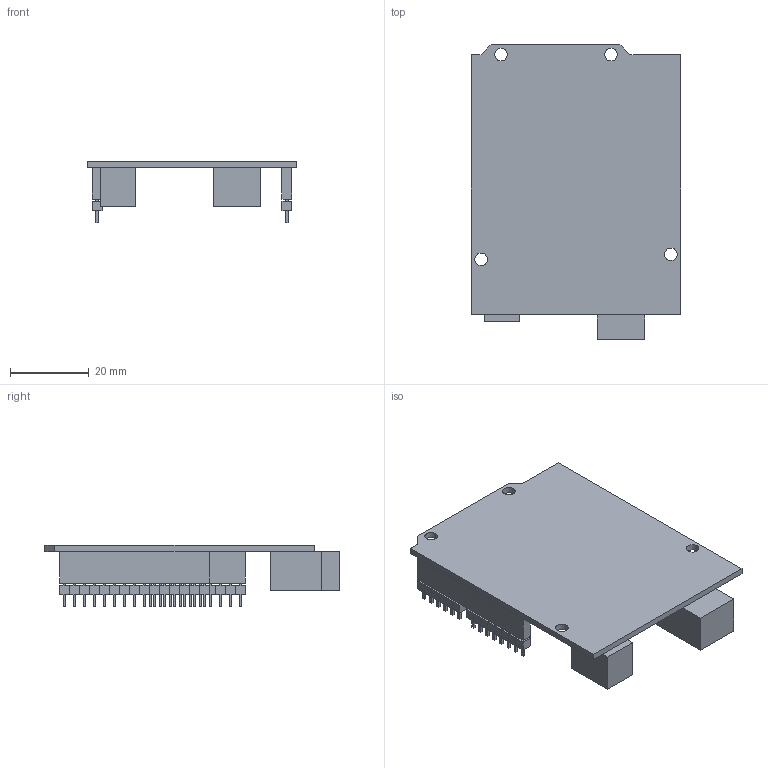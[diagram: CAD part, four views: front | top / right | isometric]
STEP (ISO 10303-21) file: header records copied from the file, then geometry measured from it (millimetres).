
FILE_DESCRIPTION(('Open CASCADE Model'),'2;1');
FILE_NAME('Open CASCADE Shape Model','2026-01-15T17:25:30',('Author'),('Open CASCADE'),'Open CASCADE STEP processor 7.8','Open CASCADE 7.8','Unknown');
FILE_SCHEMA(('AUTOMOTIVE_DESIGN { 1 0 10303 214 1 1 1 1 }'));
Length unit declared in the file: millimetre
Products named in the file (80): UnoR3_WithBoard; H1; insulator-1; 205; lead-1; 207; insulator-2; lead-2; insulator-3; lead-3; insulator-4; lead-4; insulator-5; lead-5; insulator-6; lead-6; H2; 369; 371; insulator-7; lead-7; insulator-8; lead-8; H3; H4; 581; 583; insulator-9; lead-9; insulator-10; lead-10; PCB; S1; S2; PWR; USB
Assembly tree (137 placements, depth 4):
  UnoR3_WithBoard
    H1
      insulator-1
        205
      lead-1
        207
      insulator-2
        205
      lead-2
        207
      insulator-3
        205
      lead-3
        207
      insulator-4
        205
      lead-4
        207
      insulator-5
        205
      lead-5
        207
      insulator-6
        205
      lead-6
        207
    H2
      insulator-1
        369
      lead-1
        371
      insulator-2
        369
      lead-2
        371
      insulator-3
        369
      lead-3
        371
      insulator-4
        369
      lead-4
        371
      insulator-5
        369
      lead-5
        371
      insulator-6
        369
      lead-6
        371
      insulator-7
        369
      lead-7
        371
      insulator-8
        369
      lead-8
        371
    H3
Bounding box: 53.34 x 74.92 x 15.6 mm (x, y, z)
Volume: 11226.6 mm3; surface area: 13308 mm2
Topology: 69 solids, 69 shells, 422 faces, 852 edges, 568 vertices
Faces by surface type: plane 418, cylinder 4
Full cylindrical faces by diameter (mm): 3.2 x4
Entity records: 1908 total; most frequent: PRODUCT_DEFINITION_SHAPE 217, ORIENTED_EDGE 168, CONTEXT_DEPENDENT_SHAPE_REPRESENTATION 137, NEXT_ASSEMBLY_USAGE_OCCURRENCE 137, EDGE_CURVE 108, CARTESIAN_POINT 102, LINE 100, SHAPE_DEFINITION_REPRESENTATION 80
